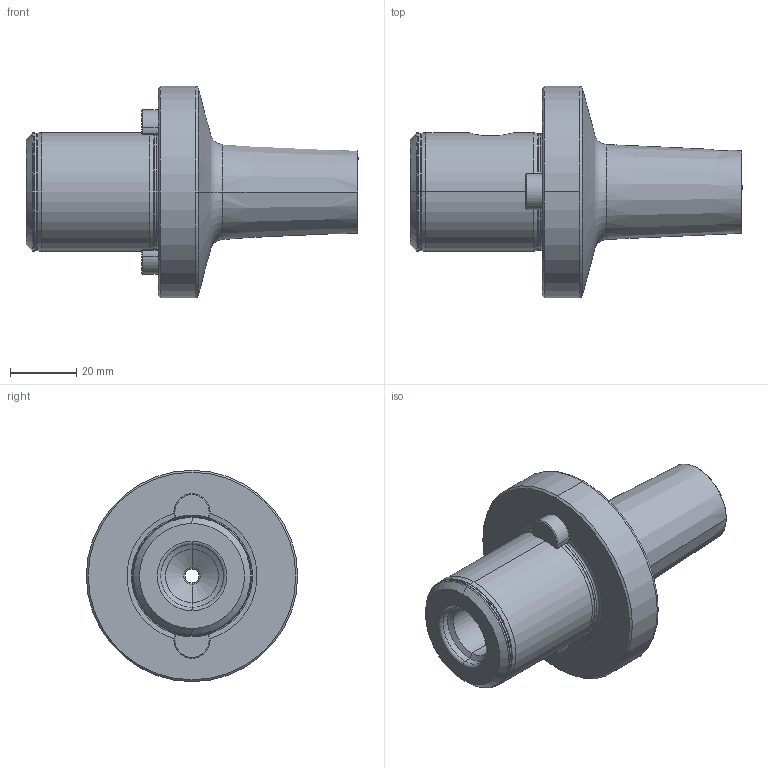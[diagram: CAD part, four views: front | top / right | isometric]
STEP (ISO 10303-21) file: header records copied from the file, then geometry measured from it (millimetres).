
FILE_DESCRIPTION (( 'STEP AP214' ), '1' );
FILE_NAME ('184.064.025.060.STEP', '2018-09-18T11:12:57', ( 'SWIAdmin' ), ( 'Hewlett-Packard Company' ), 'SwSTEP 2.0', 'SolidWorks 2017', '' );
FILE_SCHEMA (( 'AUTOMOTIVE_DESIGN' ));
Length unit declared in the file: millimetre
Products named in the file (4): ST6-ER2.001.012_A; ST2-ER1.001.006_A; ST6-ST2.K01.060_B; 184.064.025.060
Assembly tree (4 placements, depth 2):
  184.064.025.060
    ST6-ST2.K01.060_B
    ST2-ER1.001.006_A
    ST6-ER2.001.012_A  x2
Bounding box: 100.5 x 64 x 64 mm (x, y, z)
Volume: 97398.1 mm3; surface area: 21969.7 mm2
Topology: 4 solids, 4 shells, 177 faces, 397 edges, 226 vertices
Faces by surface type: cone 64, cylinder 49, plane 33, torus 29, bspline 2
Entity records: 5067 total; most frequent: CARTESIAN_POINT 1347, DIRECTION 805, ORIENTED_EDGE 694, EDGE_CURVE 347, AXIS2_PLACEMENT_3D 336, VERTEX_POINT 200, CIRCLE 175, EDGE_LOOP 165
